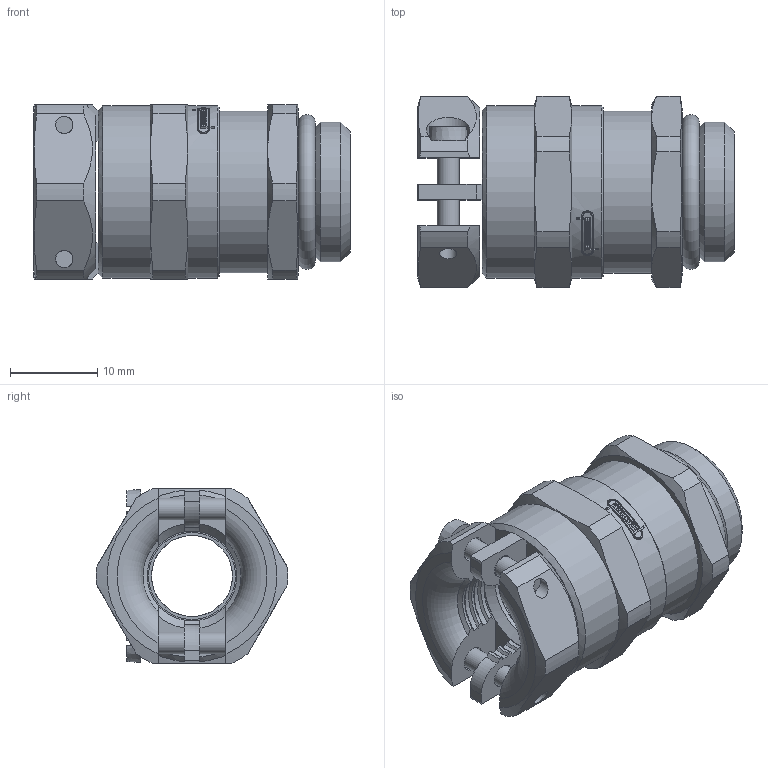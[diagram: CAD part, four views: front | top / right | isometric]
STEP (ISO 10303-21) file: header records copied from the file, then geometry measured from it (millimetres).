
FILE_DESCRIPTION(/* description */ ('HSK-MZ-EMV Metr.-Cable Glands'),/* implementation_level */ '2;1');
FILE_NAME(/* name */ '1692160050.stp',/* time_stamp */ '2021-10-13T13:59:15+02:00',/* author */ ('sl'),/* organization */ ('HUMMEL'),/* preprocessor_version */ 'ST-DEVELOPER v16.5',/* originating_system */ 'Autodesk Inventor 2017',/* authorisation */ '');
FILE_SCHEMA (('AUTOMOTIVE_DESIGN { 1 0 10303 214 3 1 1 }'));
Length unit declared in the file: millimetre
Products named in the file (6): HSK-MZ-EMV 1.692.1600.50; HSK-MZ-EMV 1.692.1600.50-Gland; HSK-MZ-EMV 1.692.1600.50-Nut; HSK-MZ-EMV 1.692.1600.50-Clamping insert; HSK-MZ-EMV 1.692.1600.50-Sealing insert; HSK-MZ-EMV 1.692.1600.50-O-Ring
Assembly tree (5 placements, depth 2):
  HSK-MZ-EMV 1.692.1600.50
    HSK-MZ-EMV 1.692.1600.50-Gland
    HSK-MZ-EMV 1.692.1600.50-Nut
    HSK-MZ-EMV 1.692.1600.50-Clamping insert
    HSK-MZ-EMV 1.692.1600.50-Sealing insert
    HSK-MZ-EMV 1.692.1600.50-O-Ring
Bounding box: 36.36 x 21.99 x 20 mm (x, y, z)
Volume: 7088.6 mm3; surface area: 8741.1 mm2
Topology: 5 solids, 5 shells, 296 faces, 770 edges, 506 vertices
Faces by surface type: plane 154, cylinder 79, cone 48, torus 15
Full cylindrical faces by diameter (mm): 2.013 x2, 2.5 x3, 2.7 x2, 2.9 x2, 10 x1, 10.2 x1, 10.3 x1, 12 x2, 12.1 x2, 13.8 x1, 15 x2, 15.9 x2, 16 x1, 17.26 x1, 17.4 x1, 17.93 x2, 18.6 x1, 19.8 x2
Entity records: 9092 total; most frequent: CARTESIAN_POINT 1972, DIRECTION 1504, ORIENTED_EDGE 1408, EDGE_CURVE 704, AXIS2_PLACEMENT_3D 605, VERTEX_POINT 489, EDGE_LOOP 381, FACE_OUTER_BOUND 296
